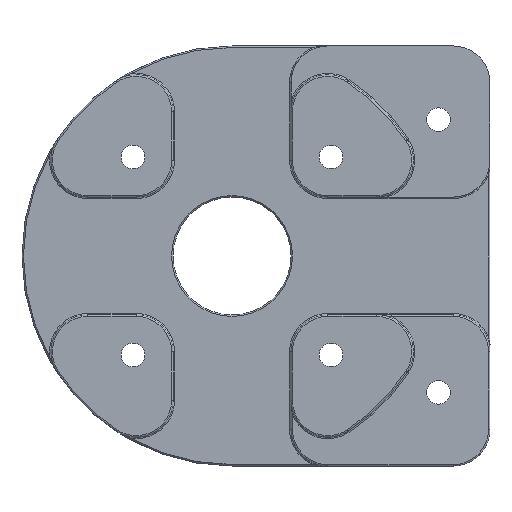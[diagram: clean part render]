
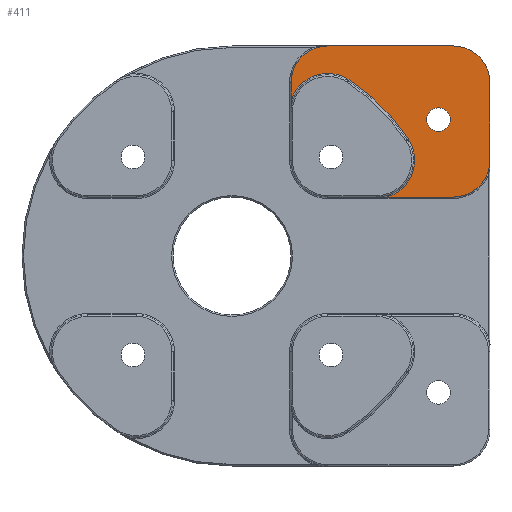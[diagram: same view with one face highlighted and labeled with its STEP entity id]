
A CAD part, front view. The second image highlights one B-rep face of the part: STEP entity #411.
In plain terms, the highlighted planar face has unit normal (0, -1, 0).
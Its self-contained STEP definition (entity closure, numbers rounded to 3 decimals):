
#3 = CARTESIAN_POINT ( 'NONE',  ( 0., 1.63, 0. ) ) ;
#69 = DIRECTION ( 'NONE',  ( 0., 1., 0. ) ) ;
#172 = EDGE_CURVE ( 'NONE', #2211, #3110, #1750, .T. ) ;
#206 = AXIS2_PLACEMENT_3D ( 'NONE', #1617, #3221, #5173 ) ;
#212 = CARTESIAN_POINT ( 'NONE',  ( 23.909, 1.63, 15.877 ) ) ;
#272 = CIRCLE ( 'NONE', #3145, 28.7 ) ;
#385 = CARTESIAN_POINT ( 'NONE',  ( 13., 1.63, 28.5 ) ) ;
#411 = ADVANCED_FACE ( 'NONE', ( #2190, #796 ), #2560, .F. ) ;
#442 = EDGE_CURVE ( 'NONE', #2211, #2439, #2143, .T. ) ;
#461 = ORIENTED_EDGE ( 'NONE', *, *, #4407, .T. ) ;
#464 = CIRCLE ( 'NONE', #4001, 5. ) ;
#550 = DIRECTION ( 'NONE',  ( 0., 1., 0. ) ) ;
#623 = CARTESIAN_POINT ( 'NONE',  ( 28., 1.63, 18.5 ) ) ;
#628 = DIRECTION ( 'NONE',  ( 0.553, 0., 0.833 ) ) ;
#659 = DIRECTION ( 'NONE',  ( 0., 0., 1. ) ) ;
#703 = DIRECTION ( 'NONE',  ( 0., -1., 0. ) ) ;
#714 = CARTESIAN_POINT ( 'NONE',  ( 35., 1.63, 13. ) ) ;
#738 = EDGE_LOOP ( 'NONE', ( #4067, #3975 ) ) ;
#783 = DIRECTION ( 'NONE',  ( 1., 0., 0. ) ) ;
#796 = FACE_BOUND ( 'NONE', #738, .T. ) ;
#855 = DIRECTION ( 'NONE',  ( -1., 0., 0. ) ) ;
#917 = CARTESIAN_POINT ( 'NONE',  ( 30., 1.63, 8. ) ) ;
#920 = ORIENTED_EDGE ( 'NONE', *, *, #4022, .F. ) ;
#975 = AXIS2_PLACEMENT_3D ( 'NONE', #2825, #703, #783 ) ;
#998 = VERTEX_POINT ( 'NONE', #385 ) ;
#1062 = CARTESIAN_POINT ( 'NONE',  ( 35., 1.63, 23.5 ) ) ;
#1133 = EDGE_CURVE ( 'NONE', #4217, #2837, #1993, .T. ) ;
#1139 = VERTEX_POINT ( 'NONE', #3653 ) ;
#1317 = EDGE_CURVE ( 'NONE', #3764, #4533, #2418, .T. ) ;
#1365 = EDGE_LOOP ( 'NONE', ( #1637, #461, #4033, #3030, #3446, #920, #4900, #5165, #4872, #3702 ) ) ;
#1553 = AXIS2_PLACEMENT_3D ( 'NONE', #3, #4160, #2074 ) ;
#1617 = CARTESIAN_POINT ( 'NONE',  ( 30., 1.63, 13. ) ) ;
#1637 = ORIENTED_EDGE ( 'NONE', *, *, #1317, .T. ) ;
#1645 = VECTOR ( 'NONE', #659, 1000. ) ;
#1660 = AXIS2_PLACEMENT_3D ( 'NONE', #623, #3842, #1848 ) ;
#1707 = EDGE_CURVE ( 'NONE', #4198, #3764, #4048, .T. ) ;
#1750 = LINE ( 'NONE', #3041, #2814 ) ;
#1752 = CARTESIAN_POINT ( 'NONE',  ( 8., 1.63, 21.005 ) ) ;
#1788 = DIRECTION ( 'NONE',  ( -0.962, 0., 0.275 ) ) ;
#1848 = DIRECTION ( 'NONE',  ( 1., 0., 0. ) ) ;
#1993 = CIRCLE ( 'NONE', #3744, 1.6 ) ;
#2055 = DIRECTION ( 'NONE',  ( 0., 1., 0. ) ) ;
#2074 = DIRECTION ( 'NONE',  ( 1., 0., 0. ) ) ;
#2086 = CARTESIAN_POINT ( 'NONE',  ( 21.005, 1.63, 8. ) ) ;
#2143 = CIRCLE ( 'NONE', #5085, 5.2 ) ;
#2162 = CARTESIAN_POINT ( 'NONE',  ( 19.577, 1.63, 13. ) ) ;
#2190 = FACE_OUTER_BOUND ( 'NONE', #1365, .T. ) ;
#2211 = VERTEX_POINT ( 'NONE', #1752 ) ;
#2418 = LINE ( 'NONE', #3597, #4512 ) ;
#2439 = VERTEX_POINT ( 'NONE', #4305 ) ;
#2451 = CARTESIAN_POINT ( 'NONE',  ( 30., 1.63, 28.5 ) ) ;
#2555 = DIRECTION ( 'NONE',  ( 0.833, 0., 0.553 ) ) ;
#2560 = PLANE ( 'NONE',  #1553 ) ;
#2568 = CARTESIAN_POINT ( 'NONE',  ( 26.4, 1.63, 18.5 ) ) ;
#2680 = DIRECTION ( 'NONE',  ( -1., 0., 0. ) ) ;
#2696 = LINE ( 'NONE', #714, #1645 ) ;
#2768 = VERTEX_POINT ( 'NONE', #1062 ) ;
#2805 = EDGE_CURVE ( 'NONE', #1139, #2768, #2696, .T. ) ;
#2814 = VECTOR ( 'NONE', #3853, 1000. ) ;
#2825 = CARTESIAN_POINT ( 'NONE',  ( 30., 1.63, 23.5 ) ) ;
#2837 = VERTEX_POINT ( 'NONE', #5148 ) ;
#2868 = CARTESIAN_POINT ( 'NONE',  ( 30., 1.63, 28.5 ) ) ;
#2869 = LINE ( 'NONE', #2451, #4740 ) ;
#3030 = ORIENTED_EDGE ( 'NONE', *, *, #4770, .T. ) ;
#3041 = CARTESIAN_POINT ( 'NONE',  ( 8., 1.63, 21.005 ) ) ;
#3110 = VERTEX_POINT ( 'NONE', #3212 ) ;
#3145 = AXIS2_PLACEMENT_3D ( 'NONE', #4714, #3448, #628 ) ;
#3173 = CIRCLE ( 'NONE', #975, 5. ) ;
#3212 = CARTESIAN_POINT ( 'NONE',  ( 8., 1.63, 23.5 ) ) ;
#3221 = DIRECTION ( 'NONE',  ( 0., -1., 0. ) ) ;
#3255 = CARTESIAN_POINT ( 'NONE',  ( 13., 1.63, 19.577 ) ) ;
#3279 = EDGE_CURVE ( 'NONE', #3819, #998, #2869, .T. ) ;
#3378 = EDGE_CURVE ( 'NONE', #2439, #4198, #272, .T. ) ;
#3446 = ORIENTED_EDGE ( 'NONE', *, *, #3279, .T. ) ;
#3448 = DIRECTION ( 'NONE',  ( 0., 1., 0. ) ) ;
#3566 = DIRECTION ( 'NONE',  ( 1., 0., 0. ) ) ;
#3597 = CARTESIAN_POINT ( 'NONE',  ( 21.005, 1.63, 8. ) ) ;
#3653 = CARTESIAN_POINT ( 'NONE',  ( 35., 1.63, 13. ) ) ;
#3702 = ORIENTED_EDGE ( 'NONE', *, *, #1707, .T. ) ;
#3744 = AXIS2_PLACEMENT_3D ( 'NONE', #4958, #2055, #855 ) ;
#3764 = VERTEX_POINT ( 'NONE', #2086 ) ;
#3819 = VERTEX_POINT ( 'NONE', #2868 ) ;
#3842 = DIRECTION ( 'NONE',  ( 0., 1., 0. ) ) ;
#3853 = DIRECTION ( 'NONE',  ( 0., 0., 1. ) ) ;
#3975 = ORIENTED_EDGE ( 'NONE', *, *, #4671, .T. ) ;
#4001 = AXIS2_PLACEMENT_3D ( 'NONE', #4679, #4363, #2680 ) ;
#4022 = EDGE_CURVE ( 'NONE', #3110, #998, #464, .T. ) ;
#4033 = ORIENTED_EDGE ( 'NONE', *, *, #2805, .T. ) ;
#4048 = CIRCLE ( 'NONE', #4466, 5.2 ) ;
#4051 = DIRECTION ( 'NONE',  ( -1., 0., 0. ) ) ;
#4067 = ORIENTED_EDGE ( 'NONE', *, *, #1133, .T. ) ;
#4160 = DIRECTION ( 'NONE',  ( 0., 1., 0. ) ) ;
#4166 = CIRCLE ( 'NONE', #206, 5. ) ;
#4198 = VERTEX_POINT ( 'NONE', #212 ) ;
#4217 = VERTEX_POINT ( 'NONE', #2568 ) ;
#4257 = CIRCLE ( 'NONE', #1660, 1.6 ) ;
#4305 = CARTESIAN_POINT ( 'NONE',  ( 15.877, 1.63, 23.909 ) ) ;
#4363 = DIRECTION ( 'NONE',  ( 0., 1., 0. ) ) ;
#4407 = EDGE_CURVE ( 'NONE', #4533, #1139, #4166, .T. ) ;
#4466 = AXIS2_PLACEMENT_3D ( 'NONE', #2162, #69, #2555 ) ;
#4512 = VECTOR ( 'NONE', #3566, 1000. ) ;
#4533 = VERTEX_POINT ( 'NONE', #917 ) ;
#4671 = EDGE_CURVE ( 'NONE', #2837, #4217, #4257, .T. ) ;
#4679 = CARTESIAN_POINT ( 'NONE',  ( 13., 1.63, 23.5 ) ) ;
#4714 = CARTESIAN_POINT ( 'NONE',  ( 0., 1.63, 0. ) ) ;
#4740 = VECTOR ( 'NONE', #4051, 1000. ) ;
#4770 = EDGE_CURVE ( 'NONE', #2768, #3819, #3173, .T. ) ;
#4872 = ORIENTED_EDGE ( 'NONE', *, *, #3378, .T. ) ;
#4900 = ORIENTED_EDGE ( 'NONE', *, *, #172, .F. ) ;
#4958 = CARTESIAN_POINT ( 'NONE',  ( 28., 1.63, 18.5 ) ) ;
#5085 = AXIS2_PLACEMENT_3D ( 'NONE', #3255, #550, #1788 ) ;
#5148 = CARTESIAN_POINT ( 'NONE',  ( 29.6, 1.63, 18.5 ) ) ;
#5165 = ORIENTED_EDGE ( 'NONE', *, *, #442, .T. ) ;
#5173 = DIRECTION ( 'NONE',  ( 0., 0., -1. ) ) ;
